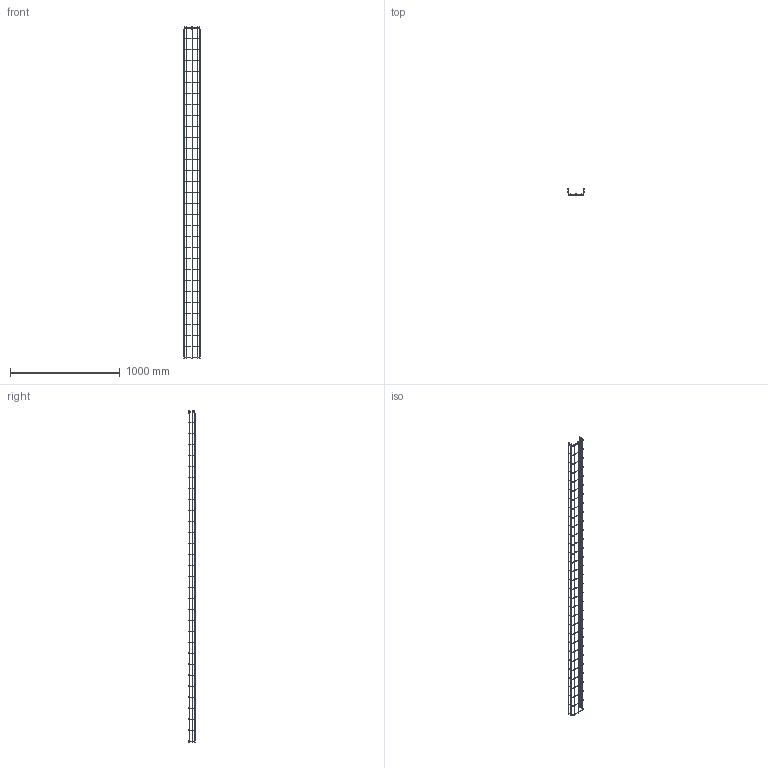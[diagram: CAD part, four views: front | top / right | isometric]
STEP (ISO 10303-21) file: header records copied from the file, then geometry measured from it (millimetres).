
FILE_DESCRIPTION((''),'2;1');
FILE_NAME('6001044_ASM','2012-07-04T',('AndreasKeweloh'),(''),'PRO/ENGINEER BY PARAMETRIC TECHNOLOGY CORPORATION, 2012130','PRO/ENGINEER BY PARAMETRIC TECHNOLOGY CORPORATION, 2012130','');
FILE_SCHEMA(('CONFIG_CONTROL_DESIGN'));
Length unit declared in the file: millimetre
Products named in the file (4): GRM_D38_U150; GRM_D38XL3024; GRM_D38_U150_MUFFE; 6001044_ASM
Assembly tree (39 placements, depth 2):
  6001044_ASM
    GRM_D38_U150  x30
    GRM_D38XL3024  x7
    GRM_D38_U150_MUFFE  x2
Bounding box: 150 x 58 x 3024.29 mm (x, y, z)
Volume: 327455.9 mm3; surface area: 345619.5 mm2
Topology: 39 solids, 39 shells, 510 faces, 942 edges, 510 vertices
Faces by surface type: cylinder 262, torus 170, plane 78
Entity records: 1466 total; most frequent: DIRECTION 296, CARTESIAN_POINT 249, ORIENTED_EDGE 156, AXIS2_PLACEMENT_3D 137, EDGE_CURVE 78, CIRCLE 52, PRODUCT_DEFINITION_SHAPE 43, VERTEX_POINT 42
